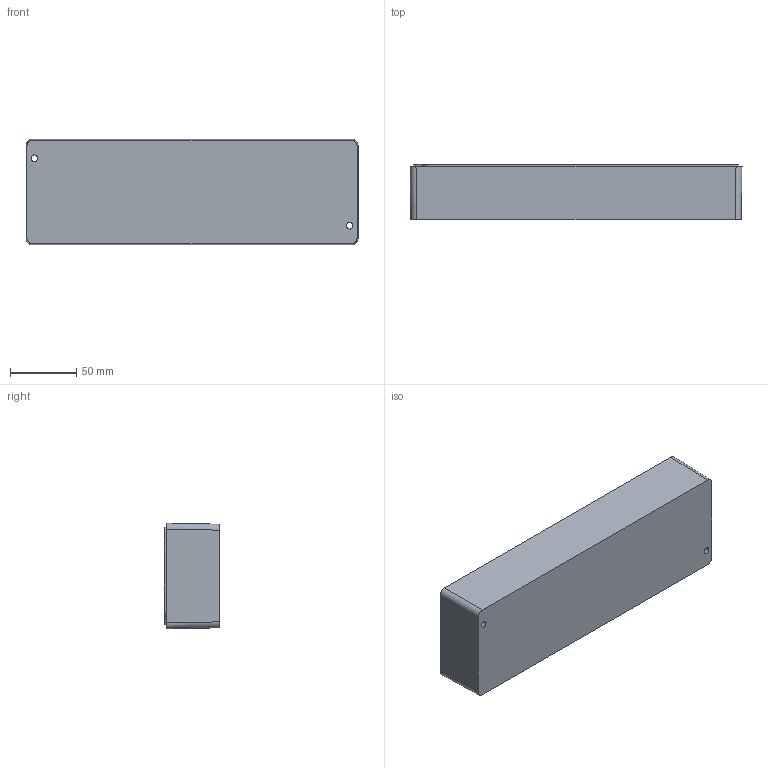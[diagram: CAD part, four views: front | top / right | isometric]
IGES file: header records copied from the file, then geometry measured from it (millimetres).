
Global section: file name: No Iges File Name specified; native system: AutoDesk Inventor R12.0; preprocessor: AutoDesk Inventor Iges Exporter R12.0; author: No Author specified; organization: No Organization specified; date: 20070907.143739; units: inch
Bounding box: 250.1 x 41.65 x 79.5 mm (x, y, z)
Volume: 155329.1 mm3; surface area: 92795 mm2
Topology: 1 solids, 1 shells, 136 faces, 314 edges, 194 vertices
Faces by surface type: bspline 48, torus 24, plane 22, cylinder 16, revolution 14, cone 12
